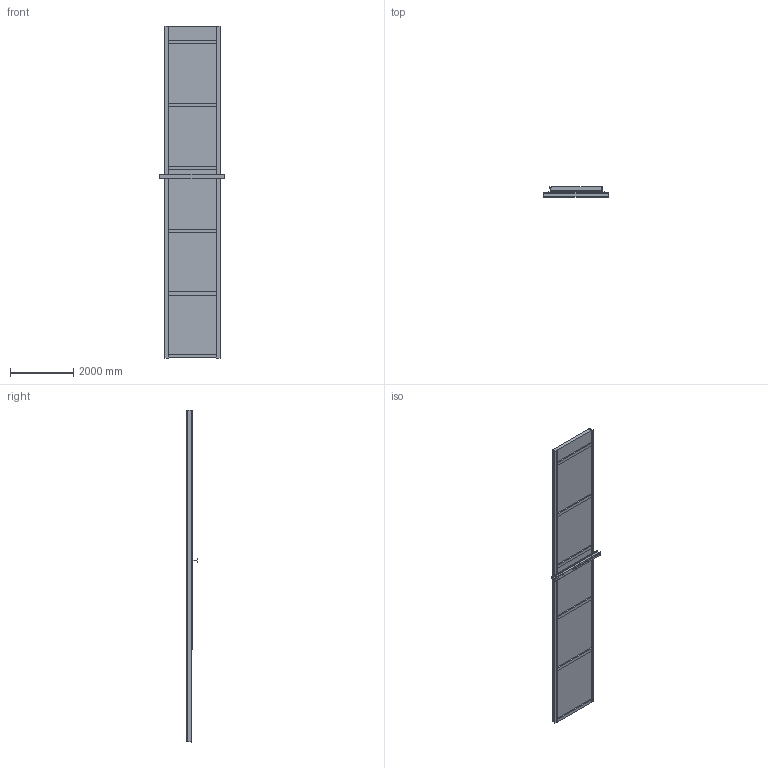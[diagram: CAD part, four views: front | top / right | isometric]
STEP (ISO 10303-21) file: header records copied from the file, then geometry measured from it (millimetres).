
FILE_DESCRIPTION (( 'STEP AP203' ), '1' );
FILE_NAME ('Bridge.STEP', '2022-06-11T02:28:38', ( '' ), ( '' ), 'SwSTEP 2.0', 'SolidWorks 2021', '' );
FILE_SCHEMA (( 'CONFIG_CONTROL_DESIGN' ));
Length unit declared in the file: inch
Products named in the file (5): bridge.prt; Bridge; prtshrt.prt; prt0001.prt; asm0001.asm
Assembly tree (5 placements, depth 3):
  Bridge
    asm0001.asm
      prt0001.prt  x2
      bridge.prt
      prtshrt.prt
Bounding box: 2032 x 330.2 x 10464.86 mm (x, y, z)
Volume: 2148108679.5 mm3; surface area: 52360544 mm2
Topology: 4 solids, 4 shells, 116 faces, 324 edges, 216 vertices
Faces by surface type: plane 74, cylinder 42
Entity records: 3465 total; most frequent: CARTESIAN_POINT 519, DIRECTION 510, ORIENTED_EDGE 504, EDGE_CURVE 252, VECTOR 192, LINE 192, VERTEX_POINT 168, AXIS2_PLACEMENT_3D 159
